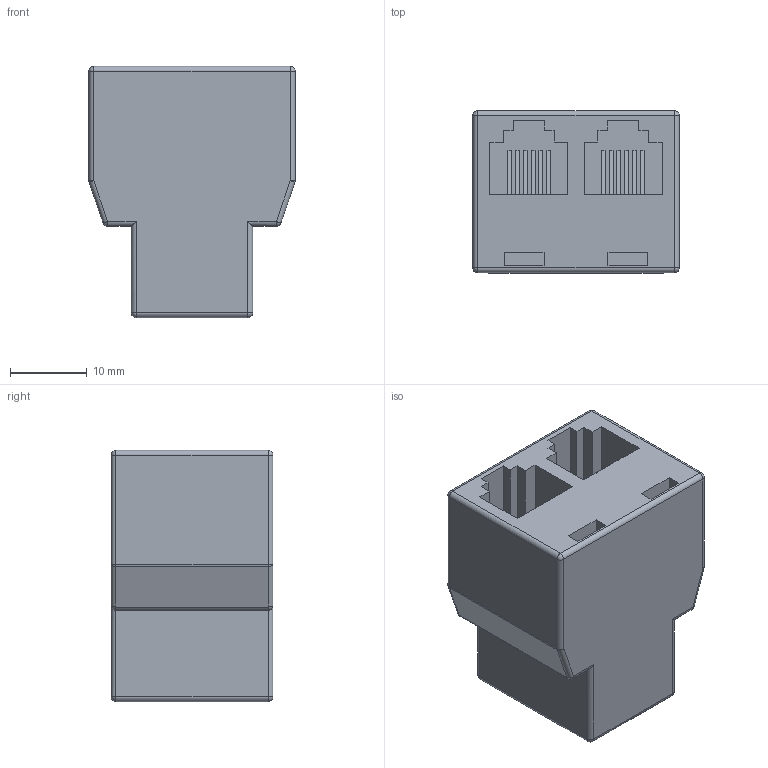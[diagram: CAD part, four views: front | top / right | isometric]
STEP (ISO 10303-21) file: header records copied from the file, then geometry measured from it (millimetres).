
FILE_DESCRIPTION (( 'STEP AP203' ), '1' );
FILE_NAME ('TDS1039-6C.STEP', '2006-06-30T18:56:30', ( ' ' ), ( ' ' ), 'SwSTEP 2.0', 'SolidWorks 2005354', '' );
FILE_SCHEMA (( 'CONFIG_CONTROL_DESIGN' ));
Length unit declared in the file: inch
Products named in the file (2): TDS1039-6C
Assembly tree (1 placements, depth 2):
  TDS1039-6C
    TDS1039-6C
Bounding box: 26.87 x 21.08 x 32.72 mm (x, y, z)
Volume: 12620.3 mm3; surface area: 5947 mm2
Topology: 1 solids, 1 shells, 200 faces, 486 edges, 296 vertices
Faces by surface type: plane 156, cylinder 28, sphere 16
Entity records: 5786 total; most frequent: CARTESIAN_POINT 982, ORIENTED_EDGE 940, DIRECTION 922, EDGE_CURVE 470, VECTOR 418, LINE 418, VERTEX_POINT 296, AXIS2_PLACEMENT_3D 252
